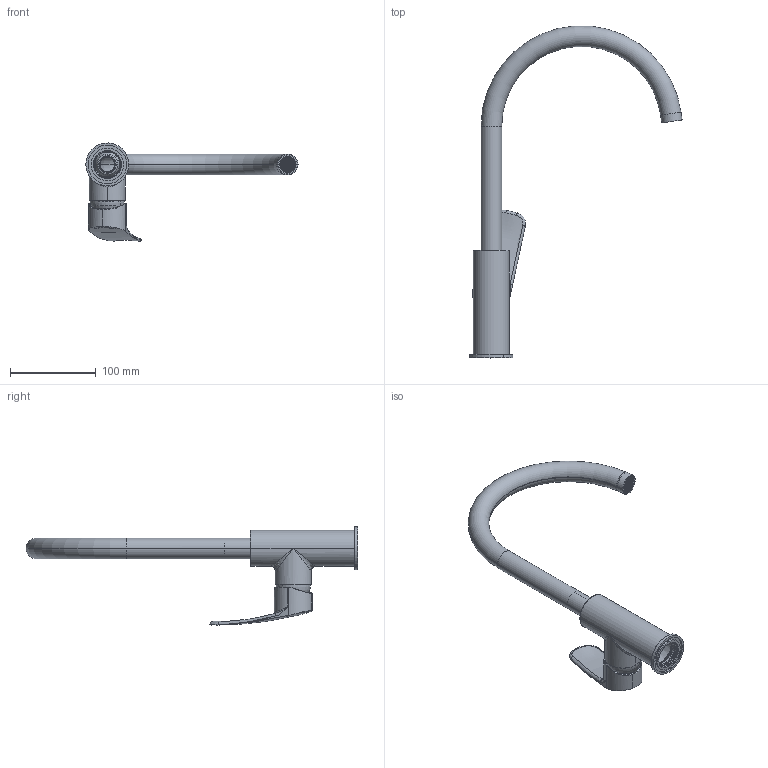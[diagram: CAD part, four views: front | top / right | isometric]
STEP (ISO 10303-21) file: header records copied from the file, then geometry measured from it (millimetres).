
FILE_DESCRIPTION (( 'STEP AP203' ), '1' );
FILE_NAME ('57EP08647.STEP', '2023-10-17T11:12:10', ( '' ), ( '' ), 'SwSTEP 2.0', 'SolidWorks 2021', '' );
FILE_SCHEMA (( 'CONFIG_CONTROL_DESIGN' ));
Length unit declared in the file: millimetre
Products named in the file (1): 57EP08647
Bounding box: 246.85 x 386.16 x 114.05 mm (x, y, z)
Volume: 117054.2 mm3; surface area: 144350.9 mm2
Topology: 8 solids, 8 shells, 916 faces, 2619 edges, 1707 vertices
Faces by surface type: plane 642, cylinder 158, bspline 49, cone 46, torus 19, sphere 2
Entity records: 52405 total; most frequent: CARTESIAN_POINT 29683, ORIENTED_EDGE 5230, DIRECTION 3875, EDGE_CURVE 2615, VERTEX_POINT 1707, VECTOR 1423, LINE 1423, AXIS2_PLACEMENT_3D 1226
